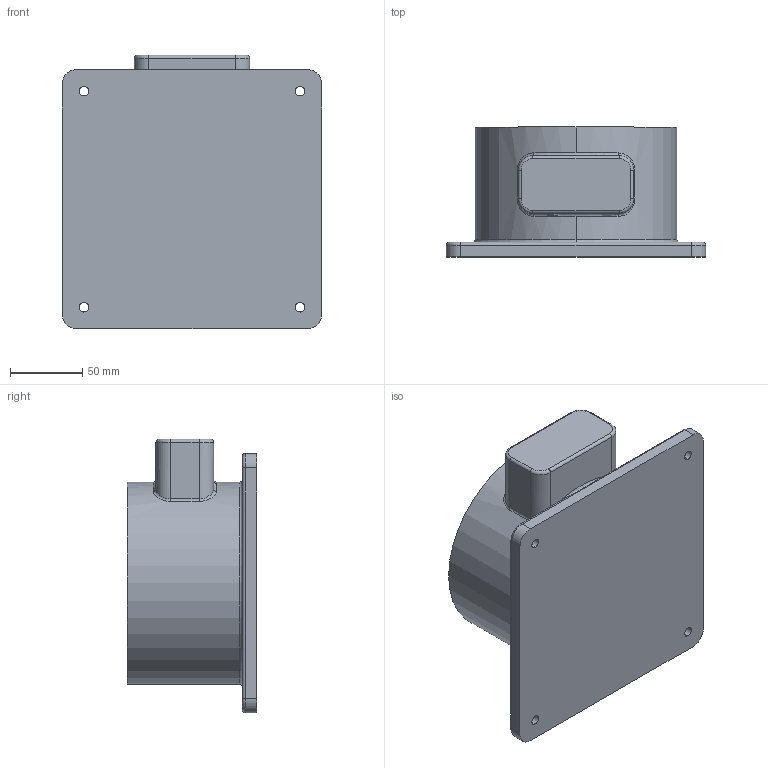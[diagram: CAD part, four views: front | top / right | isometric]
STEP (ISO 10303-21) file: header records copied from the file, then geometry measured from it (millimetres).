
FILE_DESCRIPTION (( 'STEP AP203' ), '1' );
FILE_NAME ('RBT_BASE_Default_sldprt.STEP', '2025-02-10T15:52:41', ( '' ), ( '' ), 'SwSTEP 2.0', 'SolidWorks 2024', '' );
FILE_SCHEMA (( 'CONFIG_CONTROL_DESIGN' ));
Length unit declared in the file: millimetre
Products named in the file (1): RBT_BASE_Default_sldprt
Bounding box: 180 x 90 x 190 mm (x, y, z)
Volume: 1616216.5 mm3; surface area: 115658.8 mm2
Topology: 1 solids, 1 shells, 71 faces, 163 edges, 100 vertices
Faces by surface type: cylinder 38, plane 17, torus 12, bspline 4
Entity records: 2560 total; most frequent: CARTESIAN_POINT 811, DIRECTION 385, ORIENTED_EDGE 326, EDGE_CURVE 163, AXIS2_PLACEMENT_3D 162, VERTEX_POINT 100, CIRCLE 94, EDGE_LOOP 85
